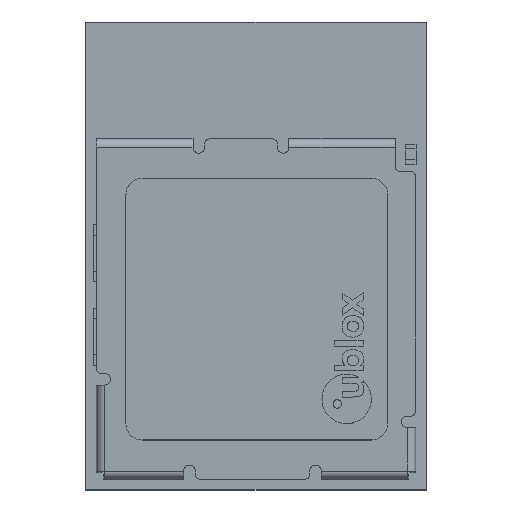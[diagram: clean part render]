
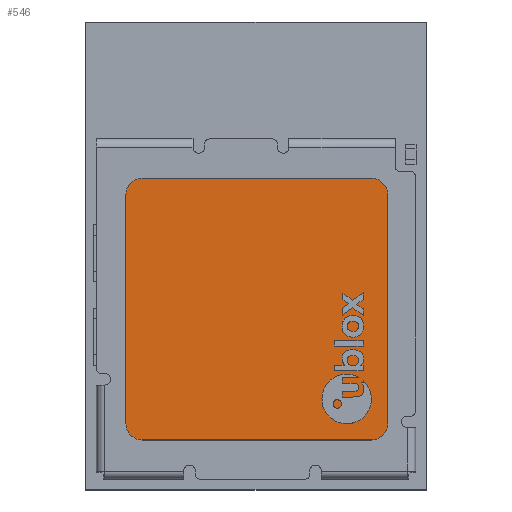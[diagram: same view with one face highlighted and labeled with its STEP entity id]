
A CAD part, top view. The second image highlights one B-rep face of the part: STEP entity #546.
In plain terms, the highlighted planar face has unit normal (0, 0, 1).
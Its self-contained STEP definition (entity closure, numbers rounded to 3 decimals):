
#390 = EDGE_CURVE('',#391,#393,#395,.T.);
#391 = VERTEX_POINT('',#392);
#392 = CARTESIAN_POINT('',(4.,-3.5,0.1));
#393 = VERTEX_POINT('',#394);
#394 = CARTESIAN_POINT('',(4.,3.5,0.1));
#395 = LINE('',#396,#397);
#396 = CARTESIAN_POINT('',(4.,4.,0.1));
#397 = VECTOR('',#398,1.);
#398 = DIRECTION('',(0.,1.,0.));
#441 = VERTEX_POINT('',#442);
#442 = CARTESIAN_POINT('',(-3.5,4.,0.1));
#448 = EDGE_CURVE('',#449,#441,#451,.T.);
#449 = VERTEX_POINT('',#450);
#450 = CARTESIAN_POINT('',(3.5,4.,0.1));
#451 = LINE('',#452,#453);
#452 = CARTESIAN_POINT('',(-4.,4.,0.1));
#453 = VECTOR('',#454,1.);
#454 = DIRECTION('',(-1.,0.,0.));
#481 = VERTEX_POINT('',#482);
#482 = CARTESIAN_POINT('',(-4.,-3.5,0.1));
#488 = EDGE_CURVE('',#489,#481,#491,.T.);
#489 = VERTEX_POINT('',#490);
#490 = CARTESIAN_POINT('',(-4.,3.5,0.1));
#491 = LINE('',#492,#493);
#492 = CARTESIAN_POINT('',(-4.,4.,0.1));
#493 = VECTOR('',#494,1.);
#494 = DIRECTION('',(0.,-1.,0.));
#510 = EDGE_CURVE('',#511,#513,#515,.T.);
#511 = VERTEX_POINT('',#512);
#512 = CARTESIAN_POINT('',(-3.5,-4.,0.1));
#513 = VERTEX_POINT('',#514);
#514 = CARTESIAN_POINT('',(3.5,-4.,0.1));
#515 = LINE('',#516,#517);
#516 = CARTESIAN_POINT('',(-4.,-4.,0.1));
#517 = VECTOR('',#518,1.);
#518 = DIRECTION('',(1.,0.,0.));
#546 = ADVANCED_FACE('',(#547),#581,.T.);
#547 = FACE_BOUND('',#548,.T.);
#548 = EDGE_LOOP('',(#549,#550,#557,#558,#565,#566,#573,#574));
#549 = ORIENTED_EDGE('',*,*,#488,.T.);
#550 = ORIENTED_EDGE('',*,*,#551,.T.);
#551 = EDGE_CURVE('',#481,#511,#552,.T.);
#552 = CIRCLE('',#553,0.5);
#553 = AXIS2_PLACEMENT_3D('',#554,#555,#556);
#554 = CARTESIAN_POINT('',(-3.5,-3.5,0.1));
#555 = DIRECTION('',(0.,0.,1.));
#556 = DIRECTION('',(1.,0.,0.));
#557 = ORIENTED_EDGE('',*,*,#510,.T.);
#558 = ORIENTED_EDGE('',*,*,#559,.T.);
#559 = EDGE_CURVE('',#513,#391,#560,.T.);
#560 = CIRCLE('',#561,0.5);
#561 = AXIS2_PLACEMENT_3D('',#562,#563,#564);
#562 = CARTESIAN_POINT('',(3.5,-3.5,0.1));
#563 = DIRECTION('',(0.,0.,1.));
#564 = DIRECTION('',(1.,0.,0.));
#565 = ORIENTED_EDGE('',*,*,#390,.T.);
#566 = ORIENTED_EDGE('',*,*,#567,.T.);
#567 = EDGE_CURVE('',#393,#449,#568,.T.);
#568 = CIRCLE('',#569,0.5);
#569 = AXIS2_PLACEMENT_3D('',#570,#571,#572);
#570 = CARTESIAN_POINT('',(3.5,3.5,0.1));
#571 = DIRECTION('',(0.,0.,1.));
#572 = DIRECTION('',(1.,0.,0.));
#573 = ORIENTED_EDGE('',*,*,#448,.T.);
#574 = ORIENTED_EDGE('',*,*,#575,.T.);
#575 = EDGE_CURVE('',#441,#489,#576,.T.);
#576 = CIRCLE('',#577,0.5);
#577 = AXIS2_PLACEMENT_3D('',#578,#579,#580);
#578 = CARTESIAN_POINT('',(-3.5,3.5,0.1));
#579 = DIRECTION('',(0.,0.,1.));
#580 = DIRECTION('',(1.,0.,0.));
#581 = PLANE('',#582);
#582 = AXIS2_PLACEMENT_3D('',#583,#584,#585);
#583 = CARTESIAN_POINT('',(0.,0.,0.1));
#584 = DIRECTION('',(0.,0.,1.));
#585 = DIRECTION('',(1.,0.,0.));
